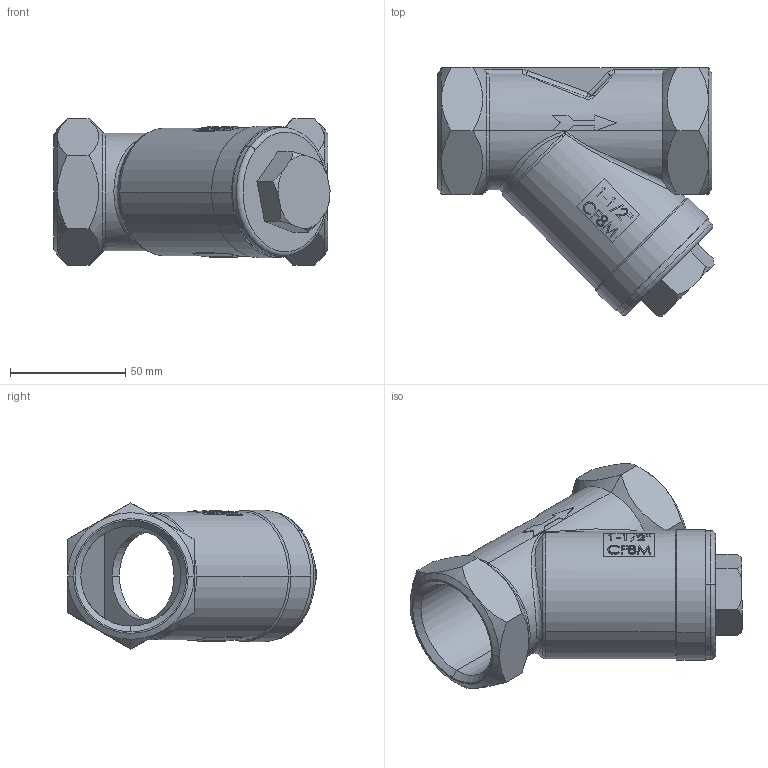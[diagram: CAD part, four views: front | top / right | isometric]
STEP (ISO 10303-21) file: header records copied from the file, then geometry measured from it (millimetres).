
FILE_DESCRIPTION(/* description */ ('Unknown'),/* implementation_level */ '2;1');
FILE_NAME(/* name */ '9165-08',/* time_stamp */ '2025-09-15T08:30:09+02:00',/* author */ ('Unknown'),/* organization */ ('Unknown'),/* preprocessor_version */ 'ST-DEVELOPER v20',/* originating_system */ 'Solid Edge',/* authorisation */ 'Unknown');
FILE_SCHEMA (('AUTOMOTIVE_DESIGN {1 0 10303 214 3 1 1}'));
Length unit declared in the file: millimetre
Products named in the file (3): 9165-08; MV-41-G(樓馱)-DN40; MV-41-T(樓馱)-DN40
Assembly tree (2 placements, depth 2):
  9165-08
    MV-41-G(樓馱)-DN40
    MV-41-T(樓馱)-DN40
Bounding box: 119.9 x 108.1 x 63.51 mm (x, y, z)
Volume: 142521.6 mm3; surface area: 62842.8 mm2
Topology: 2 solids, 2 shells, 321 faces, 798 edges, 505 vertices
Faces by surface type: plane 116, bspline 84, cylinder 63, cone 46, torus 10, sphere 2
Entity records: 15480 total; most frequent: CARTESIAN_POINT 8579, ORIENTED_EDGE 1584, DIRECTION 1106, EDGE_CURVE 792, VERTEX_POINT 503, AXIS2_PLACEMENT_3D 392, EDGE_LOOP 353, FACE_BOUND 353
